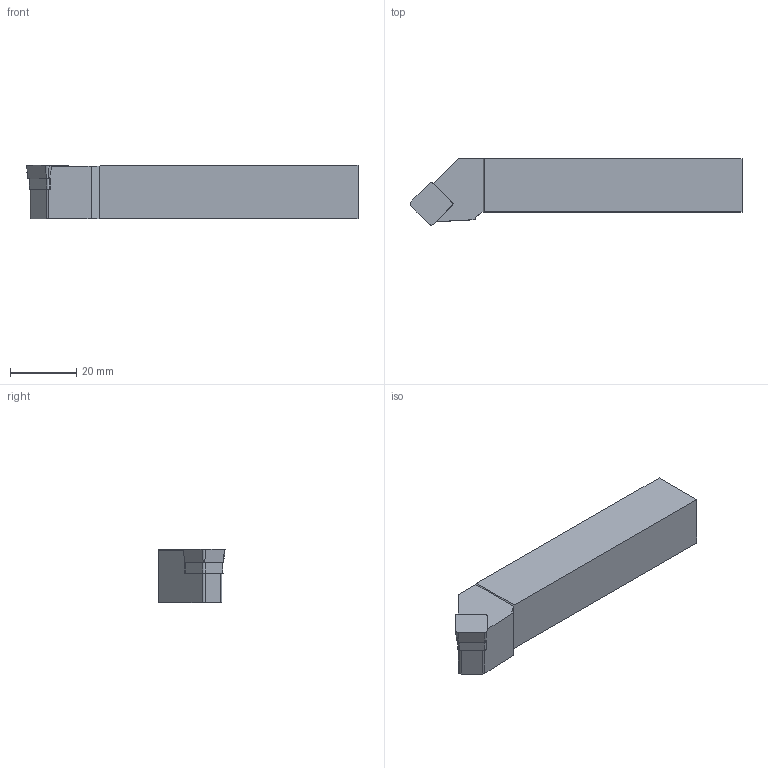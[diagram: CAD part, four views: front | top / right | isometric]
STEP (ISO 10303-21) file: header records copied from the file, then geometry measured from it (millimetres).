
FILE_DESCRIPTION(/* description */ (''),/* implementation_level */ '2;1');
FILE_NAME(/* name */ 'SSSCR-1616-H09.stp',/* time_stamp */ '2023-10-07T22:12:34+03:00',/* author */ (''),/* organization */ (''),/* preprocessor_version */ 'ST-DEVELOPER v19.4',/* originating_system */ 'SIEMENS PLM Software NX2306.3001',/* authorisation */ '');
FILE_SCHEMA (('AUTOMOTIVE_DESIGN { 1 0 10303 214 3 1 1 1 }'));
Length unit declared in the file: millimetre
Products named in the file (1): model1
Bounding box: 100 x 20 x 16 mm (x, y, z)
Volume: 24488.9 mm3; surface area: 6915.8 mm2
Topology: 2 solids, 2 shells, 34 faces, 89 edges, 59 vertices
Faces by surface type: plane 25, cylinder 5, cone 4
Entity records: 1072 total; most frequent: CARTESIAN_POINT 183, ORIENTED_EDGE 178, DIRECTION 177, EDGE_CURVE 89, LINE 71, VECTOR 71, VERTEX_POINT 59, AXIS2_PLACEMENT_3D 53
